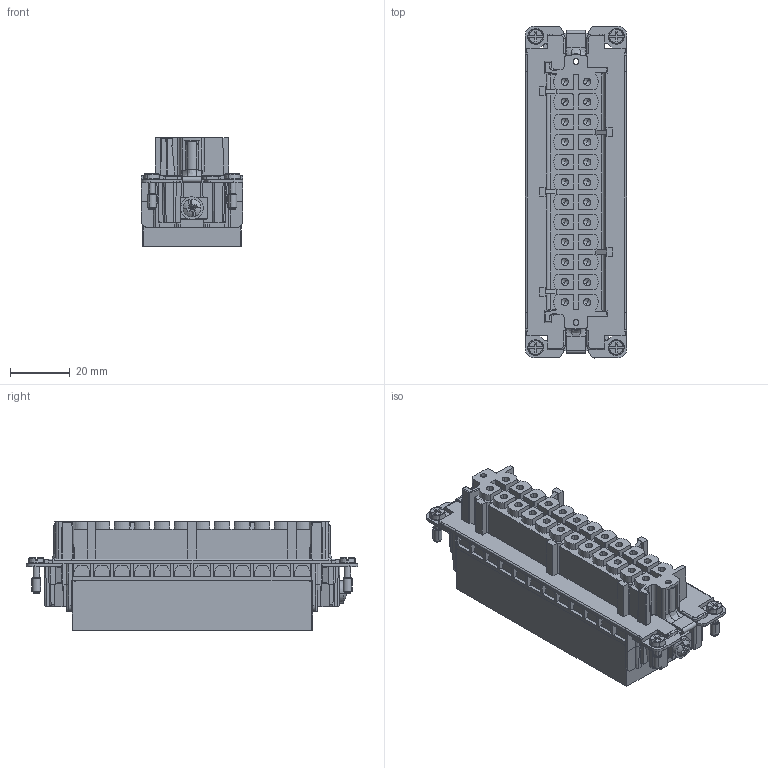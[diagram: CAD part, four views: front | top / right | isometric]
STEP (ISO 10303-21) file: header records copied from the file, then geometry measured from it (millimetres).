
FILE_DESCRIPTION(('CATIA V5 STEP Exchange','CAx-IF Rec.Pracs.--- Model Styling and Organization---1.4--- 2014-01-23'),'2;1');
FILE_NAME ('1114756-4_1', '2023-03-03T07:55:19+00:00', ('none'), ('Weidmueller'), 'CATIA Version 5-6 Release 2016 SP3 HF44', 'CATIA V5 STEP AP214', 'none');
FILE_SCHEMA(('AUTOMOTIVE_DESIGN { 1 0 10303 214 1 1 1 1 }'));
Products named in the file (1): 2667000000
Bounding box: 34 x 111 x 36.3 mm (x, y, z)
Volume: 78823.2 mm3; surface area: 38047.1 mm2
Topology: 3 solids, 52 shells, 4560 faces, 13340 edges, 8901 vertices
Faces by surface type: plane 2605, cylinder 1550, cone 289, torus 52, bspline 26, sphere 16, extrusion 14, revolution 8
Entity records: 145705 total; most frequent: CARTESIAN_POINT 33035, ORIENTED_EDGE 26554, DIRECTION 18074, EDGE_CURVE 13277, VECTOR 9140, LINE 9126, VERTEX_POINT 8901, AXIS2_PLACEMENT_3D 6009
